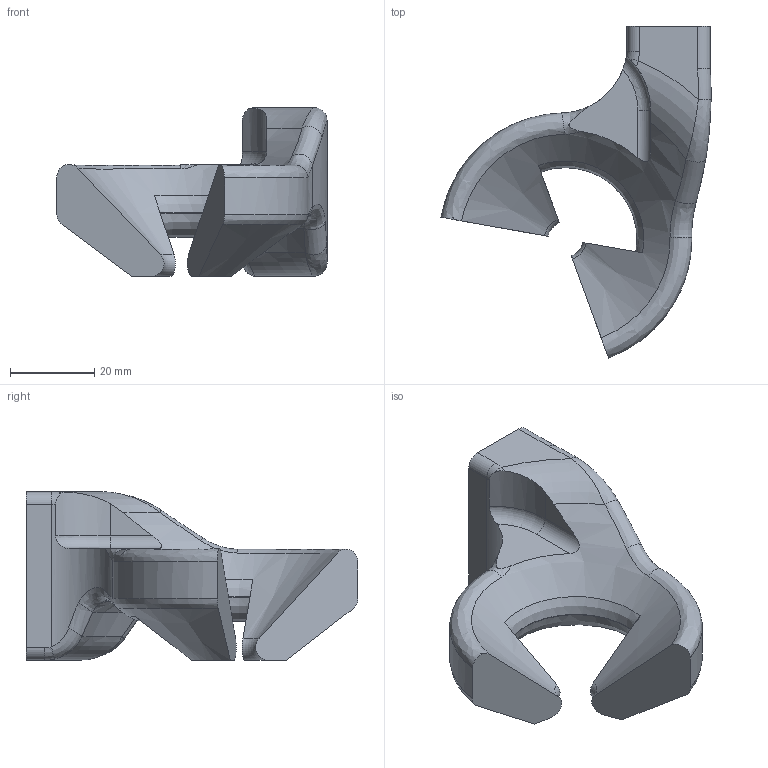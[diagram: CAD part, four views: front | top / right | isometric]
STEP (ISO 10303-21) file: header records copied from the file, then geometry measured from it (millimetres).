
FILE_DESCRIPTION(('FreeCAD Model'),'2;1');
FILE_NAME('999.step', '2020-10-14T18:23:26',('Author'),(''), 'Open CASCADE STEP processor 7.3','FreeCAD','Unknown');
FILE_SCHEMA(('AUTOMOTIVE_DESIGN { 1 0 10303 214 1 1 1 1 }'));
Length unit declared in the file: millimetre
Products named in the file (1): Fillet007
Bounding box: 64.15 x 78.79 x 40 mm (x, y, z)
Volume: 42036.8 mm3; surface area: 10579.4 mm2
Topology: 1 solids, 1 shells, 59 faces, 153 edges, 96 vertices
Faces by surface type: bspline 23, plane 14, cylinder 11, torus 8, cone 3
Entity records: 16314 total; most frequent: CARTESIAN_POINT 13816, ORIENTED_EDGE 306, PCURVE 306, DEFINITIONAL_REPRESENTATION 306, DIRECTION 303, B_SPLINE_CURVE_WITH_KNOTS 202, LINE 161, VECTOR 161
